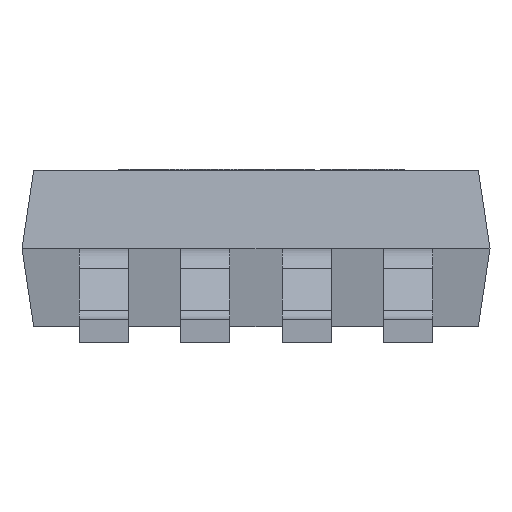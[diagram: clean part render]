
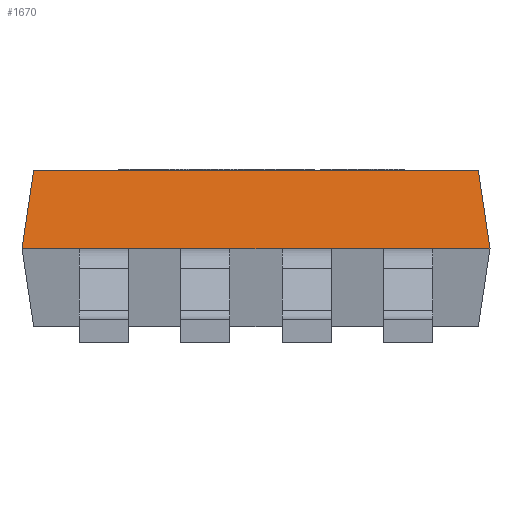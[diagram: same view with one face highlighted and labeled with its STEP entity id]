
A CAD part, left-side view. The second image highlights one B-rep face of the part: STEP entity #1670.
In plain terms, the highlighted free-form (B-spline) face has degree [1, 1] with [2, 2] control points.
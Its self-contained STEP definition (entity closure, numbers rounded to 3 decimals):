
#24 = VERTEX_POINT('',#25);
#25 = CARTESIAN_POINT('',(-1.425,-1.425,1.1));
#31 = EDGE_CURVE('',#24,#32,#34,.T.);
#32 = VERTEX_POINT('',#33);
#33 = CARTESIAN_POINT('',(-1.425,1.425,1.1));
#34 = LINE('',#35,#36);
#35 = CARTESIAN_POINT('',(-1.425,-1.425,1.1));
#36 = VECTOR('',#37,1.);
#37 = DIRECTION('',(0.,1.,0.));
#1559 = EDGE_CURVE('',#24,#1560,#1562,.T.);
#1560 = VERTEX_POINT('',#1561);
#1561 = CARTESIAN_POINT('',(-1.5,-1.5,0.6));
#1562 = B_SPLINE_CURVE_WITH_KNOTS('',1,(#1563,#1564),.UNSPECIFIED.,.F.,
  .F.,(2,2),(0.,1.),.PIECEWISE_BEZIER_KNOTS.);
#1563 = CARTESIAN_POINT('',(-1.425,-1.425,1.1));
#1564 = CARTESIAN_POINT('',(-1.5,-1.5,0.6));
#1670 = ADVANCED_FACE('',(#1671),#1752,.T.);
#1671 = FACE_BOUND('',#1672,.T.);
#1672 = EDGE_LOOP('',(#1673,#1674,#1681,#1689,#1697,#1705,#1713,#1721,
    #1729,#1737,#1745,#1751));
#1673 = ORIENTED_EDGE('',*,*,#31,.T.);
#1674 = ORIENTED_EDGE('',*,*,#1675,.T.);
#1675 = EDGE_CURVE('',#32,#1676,#1678,.T.);
#1676 = VERTEX_POINT('',#1677);
#1677 = CARTESIAN_POINT('',(-1.5,1.5,0.6));
#1678 = B_SPLINE_CURVE_WITH_KNOTS('',1,(#1679,#1680),.UNSPECIFIED.,.F.,
  .F.,(2,2),(0.,1.),.PIECEWISE_BEZIER_KNOTS.);
#1679 = CARTESIAN_POINT('',(-1.425,1.425,1.1));
#1680 = CARTESIAN_POINT('',(-1.5,1.5,0.6));
#1681 = ORIENTED_EDGE('',*,*,#1682,.F.);
#1682 = EDGE_CURVE('',#1683,#1676,#1685,.T.);
#1683 = VERTEX_POINT('',#1684);
#1684 = CARTESIAN_POINT('',(-1.5,1.133,0.6));
#1685 = LINE('',#1686,#1687);
#1686 = CARTESIAN_POINT('',(-1.5,-1.5,0.6));
#1687 = VECTOR('',#1688,1.);
#1688 = DIRECTION('',(0.,1.,0.));
#1689 = ORIENTED_EDGE('',*,*,#1690,.F.);
#1690 = EDGE_CURVE('',#1691,#1683,#1693,.T.);
#1691 = VERTEX_POINT('',#1692);
#1692 = CARTESIAN_POINT('',(-1.5,0.818,0.6));
#1693 = LINE('',#1694,#1695);
#1694 = CARTESIAN_POINT('',(-1.5,-1.5,0.6));
#1695 = VECTOR('',#1696,1.);
#1696 = DIRECTION('',(0.,1.,0.));
#1697 = ORIENTED_EDGE('',*,*,#1698,.F.);
#1698 = EDGE_CURVE('',#1699,#1691,#1701,.T.);
#1699 = VERTEX_POINT('',#1700);
#1700 = CARTESIAN_POINT('',(-1.5,0.483,0.6));
#1701 = LINE('',#1702,#1703);
#1702 = CARTESIAN_POINT('',(-1.5,-1.5,0.6));
#1703 = VECTOR('',#1704,1.);
#1704 = DIRECTION('',(0.,1.,0.));
#1705 = ORIENTED_EDGE('',*,*,#1706,.F.);
#1706 = EDGE_CURVE('',#1707,#1699,#1709,.T.);
#1707 = VERTEX_POINT('',#1708);
#1708 = CARTESIAN_POINT('',(-1.5,0.168,0.6));
#1709 = LINE('',#1710,#1711);
#1710 = CARTESIAN_POINT('',(-1.5,-1.5,0.6));
#1711 = VECTOR('',#1712,1.);
#1712 = DIRECTION('',(0.,1.,0.));
#1713 = ORIENTED_EDGE('',*,*,#1714,.F.);
#1714 = EDGE_CURVE('',#1715,#1707,#1717,.T.);
#1715 = VERTEX_POINT('',#1716);
#1716 = CARTESIAN_POINT('',(-1.5,-0.168,0.6));
#1717 = LINE('',#1718,#1719);
#1718 = CARTESIAN_POINT('',(-1.5,-1.5,0.6));
#1719 = VECTOR('',#1720,1.);
#1720 = DIRECTION('',(0.,1.,0.));
#1721 = ORIENTED_EDGE('',*,*,#1722,.F.);
#1722 = EDGE_CURVE('',#1723,#1715,#1725,.T.);
#1723 = VERTEX_POINT('',#1724);
#1724 = CARTESIAN_POINT('',(-1.5,-0.483,0.6));
#1725 = LINE('',#1726,#1727);
#1726 = CARTESIAN_POINT('',(-1.5,-1.5,0.6));
#1727 = VECTOR('',#1728,1.);
#1728 = DIRECTION('',(0.,1.,0.));
#1729 = ORIENTED_EDGE('',*,*,#1730,.F.);
#1730 = EDGE_CURVE('',#1731,#1723,#1733,.T.);
#1731 = VERTEX_POINT('',#1732);
#1732 = CARTESIAN_POINT('',(-1.5,-0.818,0.6));
#1733 = LINE('',#1734,#1735);
#1734 = CARTESIAN_POINT('',(-1.5,-1.5,0.6));
#1735 = VECTOR('',#1736,1.);
#1736 = DIRECTION('',(0.,1.,0.));
#1737 = ORIENTED_EDGE('',*,*,#1738,.F.);
#1738 = EDGE_CURVE('',#1739,#1731,#1741,.T.);
#1739 = VERTEX_POINT('',#1740);
#1740 = CARTESIAN_POINT('',(-1.5,-1.133,0.6));
#1741 = LINE('',#1742,#1743);
#1742 = CARTESIAN_POINT('',(-1.5,-1.5,0.6));
#1743 = VECTOR('',#1744,1.);
#1744 = DIRECTION('',(0.,1.,0.));
#1745 = ORIENTED_EDGE('',*,*,#1746,.F.);
#1746 = EDGE_CURVE('',#1560,#1739,#1747,.T.);
#1747 = LINE('',#1748,#1749);
#1748 = CARTESIAN_POINT('',(-1.5,-1.5,0.6));
#1749 = VECTOR('',#1750,1.);
#1750 = DIRECTION('',(0.,1.,0.));
#1751 = ORIENTED_EDGE('',*,*,#1559,.F.);
#1752 = B_SPLINE_SURFACE_WITH_KNOTS('',1,1,(
    (#1753,#1754)
    ,(#1755,#1756
    )),.UNSPECIFIED.,.F.,.F.,.F.,(2,2),(2,2),(0.,3.),(0.,1.),
  .PIECEWISE_BEZIER_KNOTS.);
#1753 = CARTESIAN_POINT('',(-1.425,-1.425,1.1));
#1754 = CARTESIAN_POINT('',(-1.5,-1.5,0.6));
#1755 = CARTESIAN_POINT('',(-1.425,1.425,1.1));
#1756 = CARTESIAN_POINT('',(-1.5,1.5,0.6));
